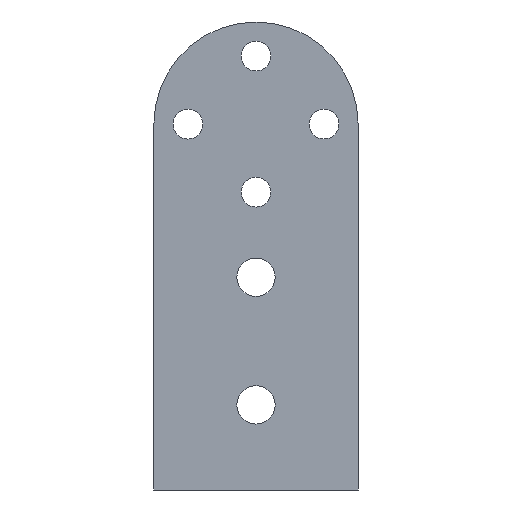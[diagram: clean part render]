
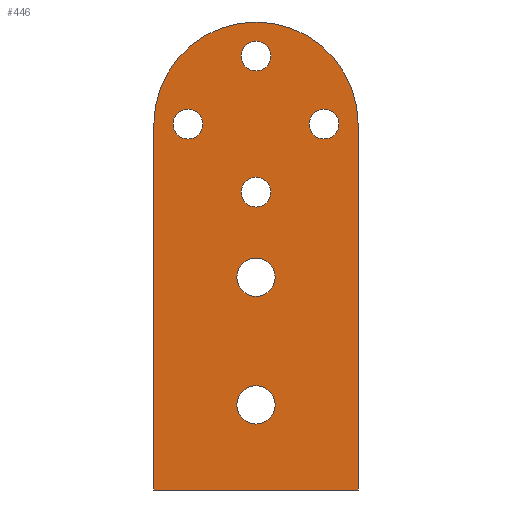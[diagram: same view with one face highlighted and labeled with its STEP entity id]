
A CAD part, left-side view. The second image highlights one B-rep face of the part: STEP entity #446.
In plain terms, the highlighted planar face has unit normal (-1, 0, 0).
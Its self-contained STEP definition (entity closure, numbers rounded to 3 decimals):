
#21=FACE_BOUND('',#84,.T.);
#22=FACE_BOUND('',#85,.T.);
#23=FACE_BOUND('',#86,.T.);
#24=FACE_BOUND('',#87,.T.);
#25=FACE_BOUND('',#88,.T.);
#26=FACE_BOUND('',#89,.T.);
#36=PLANE('',#498);
#56=FACE_OUTER_BOUND('',#83,.T.);
#83=EDGE_LOOP('',(#367,#368,#369,#370));
#84=EDGE_LOOP('',(#371));
#85=EDGE_LOOP('',(#372));
#86=EDGE_LOOP('',(#373));
#87=EDGE_LOOP('',(#374));
#88=EDGE_LOOP('',(#375));
#89=EDGE_LOOP('',(#376));
#130=LINE('',#724,#172);
#131=LINE('',#726,#173);
#132=LINE('',#727,#174);
#172=VECTOR('',#599,10.);
#173=VECTOR('',#600,10.);
#174=VECTOR('',#601,10.);
#189=CIRCLE('',#473,2.25);
#193=CIRCLE('',#479,2.25);
#200=CIRCLE('',#491,1.75);
#201=CIRCLE('',#493,1.75);
#202=CIRCLE('',#495,1.75);
#203=CIRCLE('',#497,1.75);
#204=CIRCLE('',#499,12.);
#207=VERTEX_POINT('',#638);
#211=VERTEX_POINT('',#650);
#233=VERTEX_POINT('',#704);
#234=VERTEX_POINT('',#708);
#235=VERTEX_POINT('',#712);
#236=VERTEX_POINT('',#716);
#237=VERTEX_POINT('',#720);
#238=VERTEX_POINT('',#721);
#239=VERTEX_POINT('',#723);
#240=VERTEX_POINT('',#725);
#248=EDGE_CURVE('',#207,#207,#189,.T.);
#254=EDGE_CURVE('',#211,#211,#193,.T.);
#281=EDGE_CURVE('',#233,#233,#200,.T.);
#283=EDGE_CURVE('',#234,#234,#201,.T.);
#285=EDGE_CURVE('',#235,#235,#202,.T.);
#287=EDGE_CURVE('',#236,#236,#203,.T.);
#289=EDGE_CURVE('',#237,#238,#204,.T.);
#290=EDGE_CURVE('',#239,#237,#130,.T.);
#291=EDGE_CURVE('',#240,#239,#131,.T.);
#292=EDGE_CURVE('',#240,#238,#132,.T.);
#367=ORIENTED_EDGE('',*,*,#289,.F.);
#368=ORIENTED_EDGE('',*,*,#290,.F.);
#369=ORIENTED_EDGE('',*,*,#291,.F.);
#370=ORIENTED_EDGE('',*,*,#292,.T.);
#371=ORIENTED_EDGE('',*,*,#248,.T.);
#372=ORIENTED_EDGE('',*,*,#254,.T.);
#373=ORIENTED_EDGE('',*,*,#281,.T.);
#374=ORIENTED_EDGE('',*,*,#283,.T.);
#375=ORIENTED_EDGE('',*,*,#285,.T.);
#376=ORIENTED_EDGE('',*,*,#287,.T.);
#446=ADVANCED_FACE('',(#56,#21,#22,#23,#24,#25,#26),#36,.T.);
#473=AXIS2_PLACEMENT_3D('',#639,#519,#520);
#479=AXIS2_PLACEMENT_3D('',#651,#533,#534);
#491=AXIS2_PLACEMENT_3D('',#705,#577,#578);
#493=AXIS2_PLACEMENT_3D('',#709,#582,#583);
#495=AXIS2_PLACEMENT_3D('',#713,#587,#588);
#497=AXIS2_PLACEMENT_3D('',#717,#592,#593);
#498=AXIS2_PLACEMENT_3D('',#719,#595,#596);
#499=AXIS2_PLACEMENT_3D('',#722,#597,#598);
#519=DIRECTION('center_axis',(1.,0.,0.));
#520=DIRECTION('ref_axis',(0.,-1.,0.));
#533=DIRECTION('center_axis',(1.,0.,0.));
#534=DIRECTION('ref_axis',(0.,-1.,0.));
#577=DIRECTION('center_axis',(1.,0.,0.));
#578=DIRECTION('ref_axis',(0.,-1.,0.));
#582=DIRECTION('center_axis',(1.,0.,0.));
#583=DIRECTION('ref_axis',(0.,-1.,0.));
#587=DIRECTION('center_axis',(1.,0.,0.));
#588=DIRECTION('ref_axis',(0.,-1.,0.));
#592=DIRECTION('center_axis',(1.,0.,0.));
#593=DIRECTION('ref_axis',(0.,-1.,0.));
#595=DIRECTION('center_axis',(-1.,0.,0.));
#596=DIRECTION('ref_axis',(0.,-1.,0.));
#597=DIRECTION('center_axis',(1.,0.,0.));
#598=DIRECTION('ref_axis',(0.,-0.707,0.707));
#599=DIRECTION('',(0.,0.,1.));
#600=DIRECTION('',(0.,1.,0.));
#601=DIRECTION('',(0.,0.,1.));
#638=CARTESIAN_POINT('',(-5.,9.25,25.));
#639=CARTESIAN_POINT('Origin',(-5.,7.,25.));
#650=CARTESIAN_POINT('',(-5.,9.25,10.));
#651=CARTESIAN_POINT('Origin',(-5.,7.,10.));
#704=CARTESIAN_POINT('',(-5.,16.75,43.));
#705=CARTESIAN_POINT('Origin',(-5.,15.,43.));
#708=CARTESIAN_POINT('',(-5.,8.75,35.));
#709=CARTESIAN_POINT('Origin',(-5.,7.,35.));
#712=CARTESIAN_POINT('',(-5.,8.75,51.));
#713=CARTESIAN_POINT('Origin',(-5.,7.,51.));
#716=CARTESIAN_POINT('',(-5.,0.75,43.));
#717=CARTESIAN_POINT('Origin',(-5.,-1.,43.));
#719=CARTESIAN_POINT('Origin',(-5.,19.,0.));
#720=CARTESIAN_POINT('',(-5.,19.,43.));
#721=CARTESIAN_POINT('',(-5.,-5.,43.));
#722=CARTESIAN_POINT('Origin',(-5.,7.,43.));
#723=CARTESIAN_POINT('',(-5.,19.,0.));
#724=CARTESIAN_POINT('',(-5.,19.,0.));
#725=CARTESIAN_POINT('',(-5.,-5.,0.));
#726=CARTESIAN_POINT('',(-5.,-5.,0.));
#727=CARTESIAN_POINT('',(-5.,-5.,0.));
